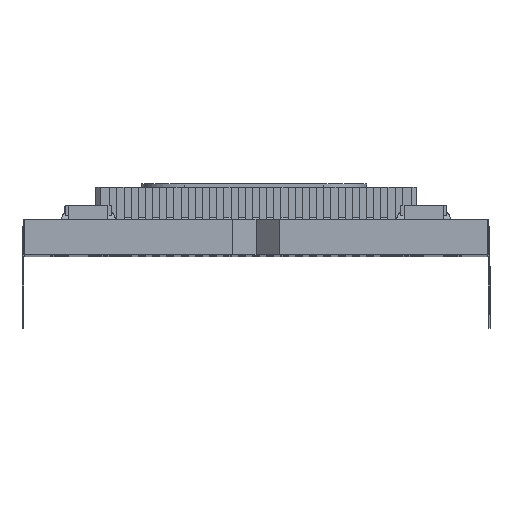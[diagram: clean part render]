
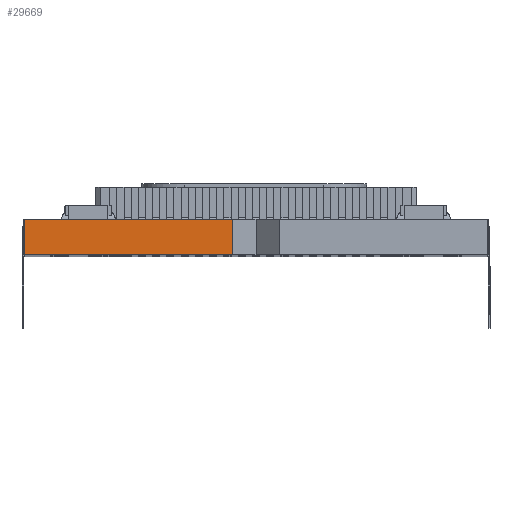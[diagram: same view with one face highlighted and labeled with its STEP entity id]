
A CAD part, top view. The second image highlights one B-rep face of the part: STEP entity #29669.
In plain terms, the highlighted face is planar.
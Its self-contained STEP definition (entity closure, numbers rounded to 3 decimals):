
#2635=FACE_OUTER_BOUND('',#4056,.T.);
#4056=EDGE_LOOP('',(#25057,#25058,#25059,#25060));
#8275=LINE('',#46846,#12192);
#8276=LINE('',#46848,#12193);
#8277=LINE('',#46850,#12194);
#8278=LINE('',#46851,#12195);
#12192=VECTOR('',#38528,10.);
#12193=VECTOR('',#38529,10.);
#12194=VECTOR('',#38530,10.);
#12195=VECTOR('',#38531,10.);
#14878=VERTEX_POINT('',#46844);
#14879=VERTEX_POINT('',#46845);
#14880=VERTEX_POINT('',#46847);
#14881=VERTEX_POINT('',#46849);
#18789=EDGE_CURVE('',#14878,#14879,#8275,.T.);
#18790=EDGE_CURVE('',#14879,#14880,#8276,.T.);
#18791=EDGE_CURVE('',#14881,#14880,#8277,.T.);
#18792=EDGE_CURVE('',#14878,#14881,#8278,.T.);
#25057=ORIENTED_EDGE('',*,*,#18789,.T.);
#25058=ORIENTED_EDGE('',*,*,#18790,.T.);
#25059=ORIENTED_EDGE('',*,*,#18791,.F.);
#25060=ORIENTED_EDGE('',*,*,#18792,.F.);
#28275=PLANE('',#31665);
#29669=ADVANCED_FACE('',(#2635),#28275,.T.);
#31665=AXIS2_PLACEMENT_3D('',#46843,#38526,#38527);
#38526=DIRECTION('center_axis',(0.,-1.,0.));
#38527=DIRECTION('ref_axis',(1.,0.,0.));
#38528=DIRECTION('',(1.,0.,0.));
#38529=DIRECTION('',(0.,0.,1.));
#38530=DIRECTION('',(1.,0.,0.));
#38531=DIRECTION('',(0.,0.,1.));
#46843=CARTESIAN_POINT('Origin',(0.,0.,0.));
#46844=CARTESIAN_POINT('',(0.,0.,0.));
#46845=CARTESIAN_POINT('',(14.865,0.,0.));
#46846=CARTESIAN_POINT('',(0.,0.,0.));
#46847=CARTESIAN_POINT('',(14.865,0.,2.54));
#46848=CARTESIAN_POINT('',(14.865,0.,0.));
#46849=CARTESIAN_POINT('',(0.,0.,2.54));
#46850=CARTESIAN_POINT('',(0.,0.,2.54));
#46851=CARTESIAN_POINT('',(0.,0.,0.));
